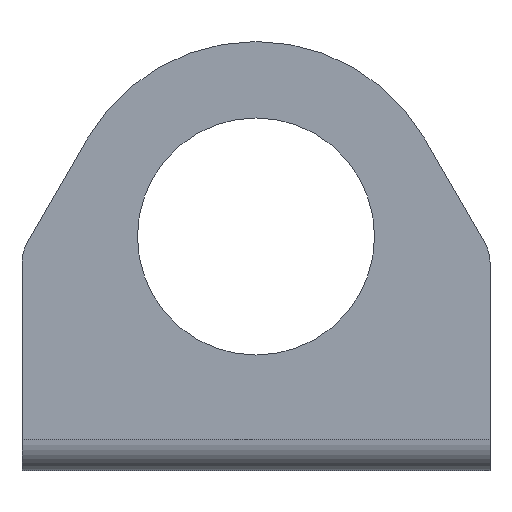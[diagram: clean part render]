
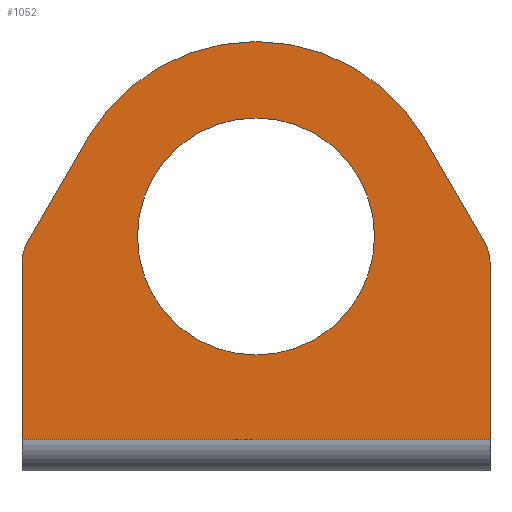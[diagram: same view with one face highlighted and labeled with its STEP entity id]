
A CAD part, left-side view. The second image highlights one B-rep face of the part: STEP entity #1052.
In plain terms, the highlighted planar face has unit normal (-1, 0, 0).
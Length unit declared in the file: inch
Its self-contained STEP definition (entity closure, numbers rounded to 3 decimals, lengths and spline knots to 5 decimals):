
#22 = EDGE_CURVE ( 'NONE', #1196, #968, #215, .T. ) ;
#34 = ORIENTED_EDGE ( 'NONE', *, *, #1153, .T. ) ;
#78 = EDGE_CURVE ( 'NONE', #644, #429, #983, .T. ) ;
#90 = CARTESIAN_POINT ( 'NONE',  ( 0., 0., 0.58268 ) ) ;
#94 = VECTOR ( 'NONE', #1054, 39.37008 ) ;
#96 = CARTESIAN_POINT ( 'NONE',  ( 0., 1.1811, 0.15748 ) ) ;
#125 = CARTESIAN_POINT ( 'NONE',  ( 0., 0., 1.1811 ) ) ;
#129 = CARTESIAN_POINT ( 'NONE',  ( 0., -1.1811, 2.16535 ) ) ;
#138 = CARTESIAN_POINT ( 'NONE',  ( 0., 0., 1.77953 ) ) ;
#147 = CARTESIAN_POINT ( 'NONE',  ( 0., 1.1811, 2.16535 ) ) ;
#199 = VECTOR ( 'NONE', #949, 39.37008 ) ;
#203 = CARTESIAN_POINT ( 'NONE',  ( 0., -0.85239, 1.67323 ) ) ;
#215 = CIRCLE ( 'NONE', #458, 0.98425 ) ;
#221 = ORIENTED_EDGE ( 'NONE', *, *, #1047, .F. ) ;
#232 = ORIENTED_EDGE ( 'NONE', *, *, #360, .F. ) ;
#249 = ORIENTED_EDGE ( 'NONE', *, *, #627, .F. ) ;
#252 = ORIENTED_EDGE ( 'NONE', *, *, #839, .F. ) ;
#255 = LINE ( 'NONE', #147, #1155 ) ;
#301 = VERTEX_POINT ( 'NONE', #203 ) ;
#334 = DIRECTION ( 'NONE',  ( -1., 0., 0. ) ) ;
#349 = VECTOR ( 'NONE', #1102, 39.37008 ) ;
#360 = EDGE_CURVE ( 'NONE', #1042, #369, #986, .T. ) ;
#363 = CIRCLE ( 'NONE', #512, 0.59843 ) ;
#369 = VERTEX_POINT ( 'NONE', #1121 ) ;
#387 = CARTESIAN_POINT ( 'NONE',  ( 0., -1.1811, 0.15748 ) ) ;
#391 = DIRECTION ( 'NONE',  ( 1., 0., 0. ) ) ;
#429 = VERTEX_POINT ( 'NONE', #96 ) ;
#458 = AXIS2_PLACEMENT_3D ( 'NONE', #1159, #930, #896 ) ;
#474 = VERTEX_POINT ( 'NONE', #90 ) ;
#483 = CARTESIAN_POINT ( 'NONE',  ( 0., -1.1811, 2.16535 ) ) ;
#500 = ORIENTED_EDGE ( 'NONE', *, *, #979, .F. ) ;
#507 = CARTESIAN_POINT ( 'NONE',  ( 0., 0., 1.1811 ) ) ;
#512 = AXIS2_PLACEMENT_3D ( 'NONE', #507, #334, #778 ) ;
#521 = EDGE_LOOP ( 'NONE', ( #249, #34, #1067, #221, #232, #543, #500, #815, #527 ) ) ;
#527 = ORIENTED_EDGE ( 'NONE', *, *, #691, .F. ) ;
#543 = ORIENTED_EDGE ( 'NONE', *, *, #900, .F. ) ;
#561 = CARTESIAN_POINT ( 'NONE',  ( 0., -0.85239, 1.67323 ) ) ;
#570 = FACE_BOUND ( 'NONE', #617, .T. ) ;
#575 = DIRECTION ( 'NONE',  ( 1., 0., 0. ) ) ;
#579 = DIRECTION ( 'NONE',  ( 0., 0., 1. ) ) ;
#580 = CARTESIAN_POINT ( 'NONE',  ( 0., -0.98425, 1.05113 ) ) ;
#589 = LINE ( 'NONE', #1137, #94 ) ;
#592 = AXIS2_PLACEMENT_3D ( 'NONE', #580, #575, #843 ) ;
#604 = CARTESIAN_POINT ( 'NONE',  ( 0., 1.15473, 1.14956 ) ) ;
#617 = EDGE_LOOP ( 'NONE', ( #956, #252 ) ) ;
#622 = CIRCLE ( 'NONE', #791, 0.19685 ) ;
#627 = EDGE_CURVE ( 'NONE', #867, #1162, #622, .T. ) ;
#630 = CARTESIAN_POINT ( 'NONE',  ( 0., 1.1811, 1.05113 ) ) ;
#636 = DIRECTION ( 'NONE',  ( 0., 0., 1. ) ) ;
#637 = AXIS2_PLACEMENT_3D ( 'NONE', #125, #849, #1043 ) ;
#644 = VERTEX_POINT ( 'NONE', #387 ) ;
#675 = VERTEX_POINT ( 'NONE', #138 ) ;
#691 = EDGE_CURVE ( 'NONE', #1162, #1196, #589, .T. ) ;
#716 = CARTESIAN_POINT ( 'NONE',  ( 0., 0., 1.1811 ) ) ;
#744 = VECTOR ( 'NONE', #813, 39.37008 ) ;
#778 = DIRECTION ( 'NONE',  ( 0., 0., 1. ) ) ;
#785 = LINE ( 'NONE', #483, #199 ) ;
#791 = AXIS2_PLACEMENT_3D ( 'NONE', #948, #391, #579 ) ;
#796 = CIRCLE ( 'NONE', #637, 0.98425 ) ;
#813 = DIRECTION ( 'NONE',  ( 0., 1., 0. ) ) ;
#815 = ORIENTED_EDGE ( 'NONE', *, *, #22, .F. ) ;
#839 = EDGE_CURVE ( 'NONE', #474, #675, #1125, .T. ) ;
#843 = DIRECTION ( 'NONE',  ( 0., 0., -1. ) ) ;
#849 = DIRECTION ( 'NONE',  ( 1., 0., 0. ) ) ;
#865 = CARTESIAN_POINT ( 'NONE',  ( 0., 0.85239, 1.67323 ) ) ;
#867 = VERTEX_POINT ( 'NONE', #630 ) ;
#884 = AXIS2_PLACEMENT_3D ( 'NONE', #716, #988, #636 ) ;
#896 = DIRECTION ( 'NONE',  ( 0., 0., 1. ) ) ;
#900 = EDGE_CURVE ( 'NONE', #301, #1042, #909, .T. ) ;
#903 = CARTESIAN_POINT ( 'NONE',  ( 0., -1.1811, 0.15748 ) ) ;
#909 = LINE ( 'NONE', #561, #349 ) ;
#930 = DIRECTION ( 'NONE',  ( 1., 0., 0. ) ) ;
#937 = CARTESIAN_POINT ( 'NONE',  ( 0., 0., 2.16535 ) ) ;
#942 = DIRECTION ( 'NONE',  ( 0., 0., -1. ) ) ;
#944 = PLANE ( 'NONE',  #1131 ) ;
#948 = CARTESIAN_POINT ( 'NONE',  ( 0., 0.98425, 1.05113 ) ) ;
#949 = DIRECTION ( 'NONE',  ( 0., 0., -1. ) ) ;
#956 = ORIENTED_EDGE ( 'NONE', *, *, #1134, .F. ) ;
#957 = CARTESIAN_POINT ( 'NONE',  ( 0., -1.15473, 1.14956 ) ) ;
#968 = VERTEX_POINT ( 'NONE', #937 ) ;
#970 = DIRECTION ( 'NONE',  ( 0., 0., -1. ) ) ;
#979 = EDGE_CURVE ( 'NONE', #968, #301, #796, .T. ) ;
#983 = LINE ( 'NONE', #903, #744 ) ;
#986 = CIRCLE ( 'NONE', #592, 0.19685 ) ;
#988 = DIRECTION ( 'NONE',  ( -1., 0., 0. ) ) ;
#1042 = VERTEX_POINT ( 'NONE', #957 ) ;
#1043 = DIRECTION ( 'NONE',  ( 0., 0., 1. ) ) ;
#1047 = EDGE_CURVE ( 'NONE', #369, #644, #785, .T. ) ;
#1052 = ADVANCED_FACE ( 'NONE', ( #1095, #570 ), #944, .F. ) ;
#1054 = DIRECTION ( 'NONE',  ( 0., -0.5, 0.866 ) ) ;
#1067 = ORIENTED_EDGE ( 'NONE', *, *, #78, .F. ) ;
#1095 = FACE_OUTER_BOUND ( 'NONE', #521, .T. ) ;
#1102 = DIRECTION ( 'NONE',  ( 0., -0.5, -0.866 ) ) ;
#1121 = CARTESIAN_POINT ( 'NONE',  ( 0., -1.1811, 1.05113 ) ) ;
#1125 = CIRCLE ( 'NONE', #884, 0.59843 ) ;
#1128 = DIRECTION ( 'NONE',  ( 1., 0., 0. ) ) ;
#1131 = AXIS2_PLACEMENT_3D ( 'NONE', #129, #1128, #942 ) ;
#1134 = EDGE_CURVE ( 'NONE', #675, #474, #363, .T. ) ;
#1137 = CARTESIAN_POINT ( 'NONE',  ( 0., 1.15473, 1.14956 ) ) ;
#1153 = EDGE_CURVE ( 'NONE', #867, #429, #255, .T. ) ;
#1155 = VECTOR ( 'NONE', #970, 39.37008 ) ;
#1159 = CARTESIAN_POINT ( 'NONE',  ( 0., 0., 1.1811 ) ) ;
#1162 = VERTEX_POINT ( 'NONE', #604 ) ;
#1196 = VERTEX_POINT ( 'NONE', #865 ) ;
